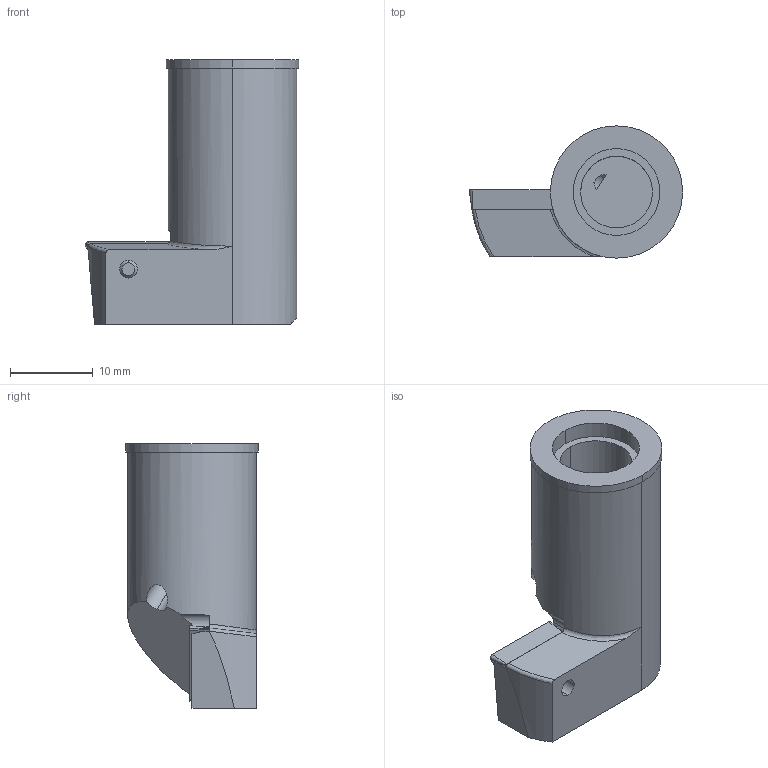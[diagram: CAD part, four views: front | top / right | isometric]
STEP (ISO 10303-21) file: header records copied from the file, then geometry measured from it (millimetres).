
FILE_DESCRIPTION(('no description'),'unknown implementation level');
FILE_NAME('7B0C2D23-BF54-4919-B8BB-314AE4DC2115_export.stp',' ',('CIMSOURCE GmbH'),('CADClick - KiM GmbH - www.kimweb.de'),'unknown preprocess','ACIS','unknown authorization');
FILE_SCHEMA(('automotive_design'));
Length unit declared in the file: millimetre
Products named in the file (3): 615.408 Kaiser WPH E36 TC11R|655.383 Kaiser TCGT 110204 K10C;Kombinieren1; 615.408 Kaiser WPH E36 TC11R|694.122 Kaiser ETL M2.5x6.5 T7 IP 10S_309.301;Kreismuster1; 615.408 Kaiser WPH E36 TC11R|615.408 Kaiser WPH E36 TC11R;Fillet2
Bounding box: 25.8 x 16 x 32 mm (x, y, z)
Volume: 5227.1 mm3; surface area: 2941.9 mm2
Topology: 3 solids, 3 shells, 92 faces, 227 edges, 144 vertices
Faces by surface type: cylinder 38, plane 29, cone 19, torus 4, bspline 2
Entity records: 6717 total; most frequent: CARTESIAN_POINT 1775, DIRECTION 523, STYLED_ITEM 466, PRESENTATION_STYLE_ASSIGNMENT 466, COLOUR_RGB 466, ORIENTED_EDGE 454, EDGE_CURVE 227, CURVE_STYLE 227
